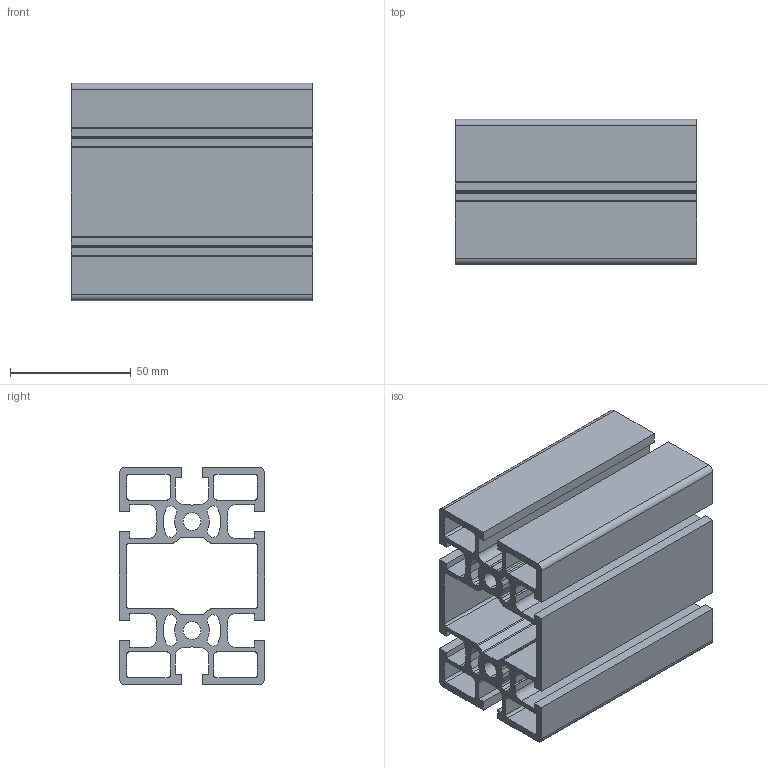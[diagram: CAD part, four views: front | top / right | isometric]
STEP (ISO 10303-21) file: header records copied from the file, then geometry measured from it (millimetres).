
FILE_DESCRIPTION (( 'STEP AP214' ), '1' );
FILE_NAME ('084.101.068.STEP', '2020-07-23T07:41:02', ( '' ), ( '' ), 'SwSTEP 2.0', 'SolidWorks 2018', '' );
FILE_SCHEMA (( 'AUTOMOTIVE_DESIGN' ));
Length unit declared in the file: millimetre
Products named in the file (1): 084.101.068
Bounding box: 100 x 60 x 90 mm (x, y, z)
Volume: 169258.2 mm3; surface area: 112380.7 mm2
Topology: 1 solids, 1 shells, 247 faces, 735 edges, 490 vertices
Faces by surface type: plane 176, cylinder 71
Entity records: 8329 total; most frequent: CARTESIAN_POINT 1473, ORIENTED_EDGE 1470, DIRECTION 1373, EDGE_CURVE 735, LINE 593, VECTOR 593, VERTEX_POINT 490, AXIS2_PLACEMENT_3D 390
